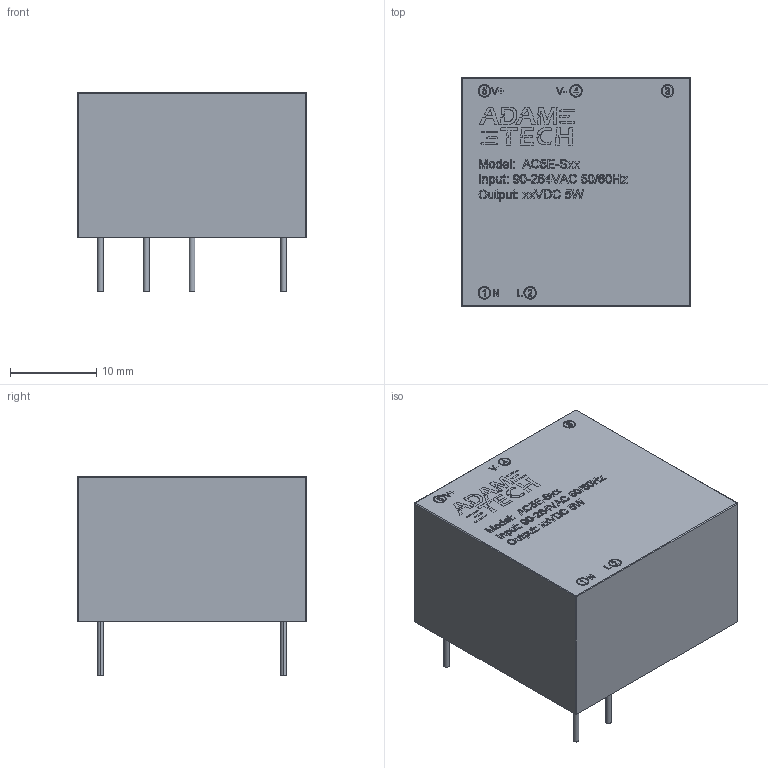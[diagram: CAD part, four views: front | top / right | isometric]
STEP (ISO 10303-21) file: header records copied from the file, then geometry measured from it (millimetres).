
FILE_DESCRIPTION(('FreeCAD Model'),'2;1');
FILE_NAME('Open CASCADE Shape Model','2025-04-30T03:40:17',('FreeCAD'),( 'FreeCAD'),'Open CASCADE STEP processor 7.6','FreeCAD','Unknown');
FILE_SCHEMA(('AUTOMOTIVE_DESIGN { 1 0 10303 214 1 1 1 1 }'));
Products named in the file (1): Open CASCADE STEP translator 7.6 1
Bounding box: 26.48 x 26.48 x 23.04 mm (x, y, z)
Volume: 11748.6 mm3; surface area: 8981.9 mm2
Topology: 7 solids, 7 shells, 1454 faces, 3978 edges, 2644 vertices
Faces by surface type: bspline 1454
Entity records: 48356 total; most frequent: CARTESIAN_POINT 25079, ORIENTED_EDGE 7948, EDGE_CURVE 3974, B_SPLINE_CURVE_WITH_KNOTS 3089, VERTEX_POINT 2644, FACE_BOUND 1566, EDGE_LOOP 1566, ADVANCED_FACE 1454
